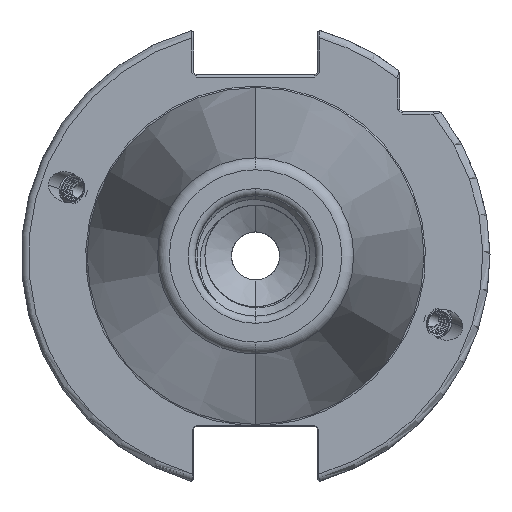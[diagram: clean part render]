
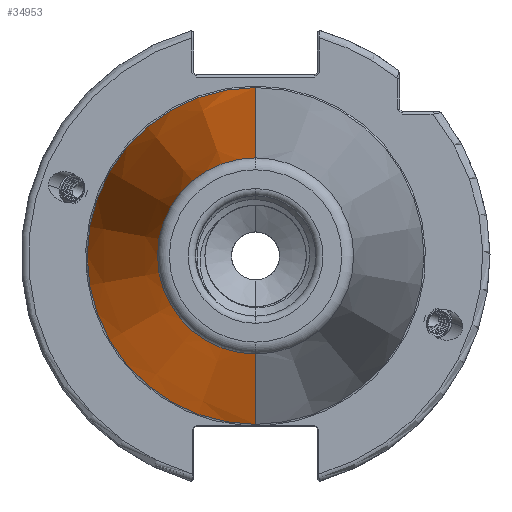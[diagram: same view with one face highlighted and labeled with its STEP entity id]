
A CAD part, left-side view. The second image highlights one B-rep face of the part: STEP entity #34953.
In plain terms, the highlighted conical face has half-angle 8.297 degrees and reference radius 35.392 mm.
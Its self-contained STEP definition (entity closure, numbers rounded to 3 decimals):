
#1538 = CARTESIAN_POINT ( 'NONE',  ( 0., 0., -35.392 ) ) ;
#1542 = DIRECTION ( 'NONE',  ( 0.99, 0., -0.144 ) ) ;
#1560 = CARTESIAN_POINT ( 'NONE',  ( 0., 0., 35.392 ) ) ;
#1581 = DIRECTION ( 'NONE',  ( 0.99, 0., 0.144 ) ) ;
#2394 = DIRECTION ( 'NONE',  ( 1., 0., 0. ) ) ;
#2395 = DIRECTION ( 'NONE',  ( 0., 1., 0. ) ) ;
#2399 = DIRECTION ( 'NONE',  ( 1., 0., 0. ) ) ;
#2409 = CARTESIAN_POINT ( 'NONE',  ( -2.5, 0., 0. ) ) ;
#2411 = DIRECTION ( 'NONE',  ( 1., 0., 0. ) ) ;
#2415 = DIRECTION ( 'NONE',  ( 0., 1., 0. ) ) ;
#2420 = DIRECTION ( 'NONE',  ( 0., 0., 1. ) ) ;
#2453 = CARTESIAN_POINT ( 'NONE',  ( -2.5, 0., 0. ) ) ;
#2455 = CARTESIAN_POINT ( 'NONE',  ( -102.811, 0., 0. ) ) ;
#3693 = AXIS2_PLACEMENT_3D ( 'NONE', #2453, #2394, #2395 ) ;
#3711 = AXIS2_PLACEMENT_3D ( 'NONE', #2409, #2411, #2415 ) ;
#3745 = AXIS2_PLACEMENT_3D ( 'NONE', #2455, #2399, #2420 ) ;
#8766 = CARTESIAN_POINT ( 'NONE',  ( -102.811, 0., -20.399 ) ) ;
#8789 = CARTESIAN_POINT ( 'NONE',  ( -2.5, 35.027, 0. ) ) ;
#8792 = CARTESIAN_POINT ( 'NONE',  ( -102.811, 0., 20.399 ) ) ;
#8833 = CARTESIAN_POINT ( 'NONE',  ( -2.5, 0., -35.027 ) ) ;
#8865 = CARTESIAN_POINT ( 'NONE',  ( -2.5, 0., 35.027 ) ) ;
#9790 = CIRCLE ( 'NONE', #3745, 20.399 ) ;
#9888 = VECTOR ( 'NONE', #1542, 1000. ) ;
#9894 = VECTOR ( 'NONE', #1581, 1000. ) ;
#9914 = CIRCLE ( 'NONE', #3693, 35.027 ) ;
#9919 = CIRCLE ( 'NONE', #3711, 35.027 ) ;
#9924 = LINE ( 'NONE', #1538, #9888 ) ;
#9925 = LINE ( 'NONE', #1560, #9894 ) ;
#16612 = EDGE_LOOP ( 'NONE', ( #28495, #28527, #28547, #28426, #28431 ) ) ;
#21828 = EDGE_CURVE ( 'NONE', #28515, #28540, #9790, .T. ) ;
#21833 = EDGE_CURVE ( 'NONE', #28570, #28498, #9914, .T. ) ;
#21835 = EDGE_CURVE ( 'NONE', #28498, #28595, #9919, .T. ) ;
#21838 = EDGE_CURVE ( 'NONE', #28515, #28570, #9924, .T. ) ;
#21855 = EDGE_CURVE ( 'NONE', #28540, #28595, #9925, .T. ) ;
#26975 = FACE_OUTER_BOUND ( 'NONE', #16612, .T. ) ;
#26976 = CONICAL_SURFACE ( 'NONE', #28871, 35.392, 0.145 ) ;
#28426 = ORIENTED_EDGE ( 'NONE', *, *, #21833, .F. ) ;
#28431 = ORIENTED_EDGE ( 'NONE', *, *, #21838, .F. ) ;
#28495 = ORIENTED_EDGE ( 'NONE', *, *, #21828, .T. ) ;
#28498 = VERTEX_POINT ( 'NONE', #8789 ) ;
#28515 = VERTEX_POINT ( 'NONE', #8766 ) ;
#28527 = ORIENTED_EDGE ( 'NONE', *, *, #21855, .T. ) ;
#28540 = VERTEX_POINT ( 'NONE', #8792 ) ;
#28547 = ORIENTED_EDGE ( 'NONE', *, *, #21835, .F. ) ;
#28570 = VERTEX_POINT ( 'NONE', #8833 ) ;
#28595 = VERTEX_POINT ( 'NONE', #8865 ) ;
#28871 = AXIS2_PLACEMENT_3D ( 'NONE', #33921, #33919, #33932 ) ;
#33919 = DIRECTION ( 'NONE',  ( 1., 0., 0. ) ) ;
#33921 = CARTESIAN_POINT ( 'NONE',  ( 0., 0., 0. ) ) ;
#33932 = DIRECTION ( 'NONE',  ( 0., 0., -1. ) ) ;
#34953 = ADVANCED_FACE ( 'NONE', ( #26975 ), #26976, .T. ) ;
